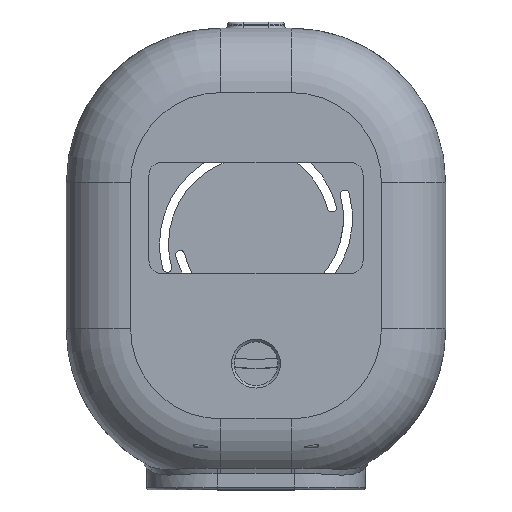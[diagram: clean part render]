
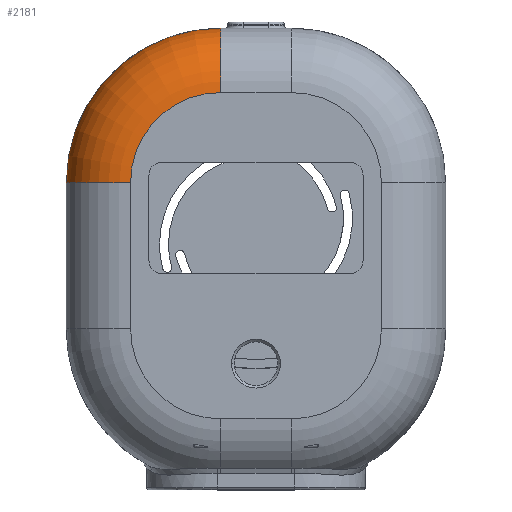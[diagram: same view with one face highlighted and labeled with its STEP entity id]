
A CAD part, top view. The second image highlights one B-rep face of the part: STEP entity #2181.
In plain terms, the highlighted toroidal (fillet/blend) face has major radius 14 mm and minor radius 10 mm.
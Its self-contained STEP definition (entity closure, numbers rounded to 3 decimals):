
#421 = DIRECTION ( 'NONE',  ( 0., 1., 0. ) ) ;
#2181 = ADVANCED_FACE ( 'NONE', ( #17472 ), #23687, .T. ) ;
#2712 = AXIS2_PLACEMENT_3D ( 'NONE', #12755, #24877, #18598 ) ;
#2853 = CARTESIAN_POINT ( 'NONE',  ( -5.5, 5.5, -9. ) ) ;
#2862 = DIRECTION ( 'NONE',  ( 0., 0., -1. ) ) ;
#3520 = DIRECTION ( 'NONE',  ( 0., 0., -1. ) ) ;
#4183 = DIRECTION ( 'NONE',  ( 1., 0., 0. ) ) ;
#5118 = AXIS2_PLACEMENT_3D ( 'NONE', #13645, #3520, #4183 ) ;
#6212 = VERTEX_POINT ( 'NONE', #6418 ) ;
#6418 = CARTESIAN_POINT ( 'NONE',  ( -5.5, 19.5, 1. ) ) ;
#7196 = ORIENTED_EDGE ( 'NONE', *, *, #25612, .F. ) ;
#7391 = EDGE_CURVE ( 'NONE', #14385, #8081, #25552, .T. ) ;
#8081 = VERTEX_POINT ( 'NONE', #17664 ) ;
#8326 = ORIENTED_EDGE ( 'NONE', *, *, #7391, .F. ) ;
#8967 = ORIENTED_EDGE ( 'NONE', *, *, #17277, .F. ) ;
#9532 = EDGE_CURVE ( 'NONE', #14385, #16998, #17517, .T. ) ;
#9620 = AXIS2_PLACEMENT_3D ( 'NONE', #10592, #18833, #2862 ) ;
#10592 = CARTESIAN_POINT ( 'NONE',  ( -5.5, 19.5, -9. ) ) ;
#10975 = DIRECTION ( 'NONE',  ( 0., 0., 1. ) ) ;
#12058 = CIRCLE ( 'NONE', #2712, 14. ) ;
#12755 = CARTESIAN_POINT ( 'NONE',  ( -5.5, 5.5, 1. ) ) ;
#13645 = CARTESIAN_POINT ( 'NONE',  ( -5.5, 5.5, -9. ) ) ;
#14358 = CARTESIAN_POINT ( 'NONE',  ( -29.5, 5.5, -9. ) ) ;
#14385 = VERTEX_POINT ( 'NONE', #14358 ) ;
#14408 = DIRECTION ( 'NONE',  ( 0., 0., 1. ) ) ;
#16012 = CIRCLE ( 'NONE', #9620, 10. ) ;
#16998 = VERTEX_POINT ( 'NONE', #17166 ) ;
#17166 = CARTESIAN_POINT ( 'NONE',  ( -19.5, 5.5, 1. ) ) ;
#17225 = DIRECTION ( 'NONE',  ( 1., 0., 0. ) ) ;
#17277 = EDGE_CURVE ( 'NONE', #8081, #6212, #16012, .T. ) ;
#17472 = FACE_OUTER_BOUND ( 'NONE', #19625, .T. ) ;
#17517 = CIRCLE ( 'NONE', #22198, 10. ) ;
#17664 = CARTESIAN_POINT ( 'NONE',  ( -5.5, 29.5, -9. ) ) ;
#18598 = DIRECTION ( 'NONE',  ( 1., 0., 0. ) ) ;
#18833 = DIRECTION ( 'NONE',  ( 1., 0., 0. ) ) ;
#19006 = AXIS2_PLACEMENT_3D ( 'NONE', #2853, #10975, #17225 ) ;
#19625 = EDGE_LOOP ( 'NONE', ( #25995, #7196, #8967, #8326 ) ) ;
#20548 = CARTESIAN_POINT ( 'NONE',  ( -19.5, 5.5, -9. ) ) ;
#22198 = AXIS2_PLACEMENT_3D ( 'NONE', #20548, #421, #14408 ) ;
#23687 = TOROIDAL_SURFACE ( 'NONE', #19006, 14., 10. ) ;
#24877 = DIRECTION ( 'NONE',  ( 0., 0., 1. ) ) ;
#25552 = CIRCLE ( 'NONE', #5118, 24. ) ;
#25612 = EDGE_CURVE ( 'NONE', #6212, #16998, #12058, .T. ) ;
#25995 = ORIENTED_EDGE ( 'NONE', *, *, #9532, .T. ) ;
